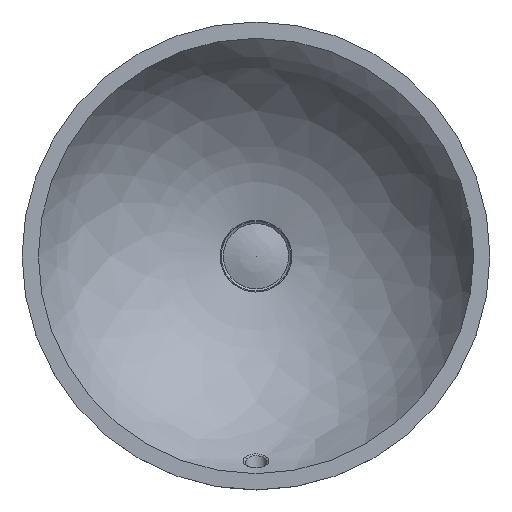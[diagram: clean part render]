
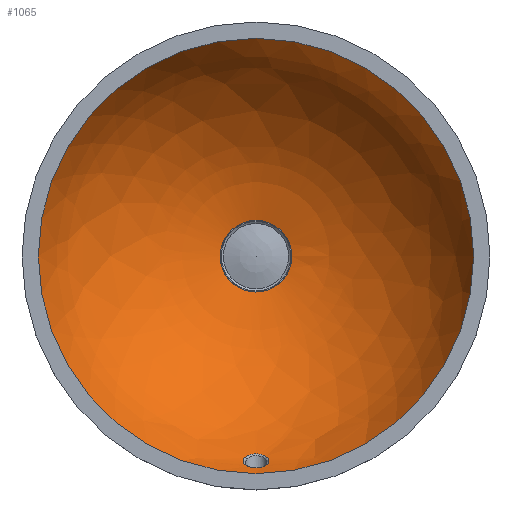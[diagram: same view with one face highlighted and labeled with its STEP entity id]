
A CAD part, top view. The second image highlights one B-rep face of the part: STEP entity #1065.
In plain terms, the highlighted free-form (B-spline) face has degree [2, 2] with [3, 9] control points.
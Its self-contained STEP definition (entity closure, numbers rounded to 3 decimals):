
#906=CARTESIAN_POINT('',(0.,-11.52,194.899));
#907=VERTEX_POINT('',#906);
#915=CARTESIAN_POINT('',(0.,-11.52,194.899));
#916=CARTESIAN_POINT('',(0.,-11.52,194.899));
#917=CARTESIAN_POINT('',(0.001,-11.52,194.899));
#918=CARTESIAN_POINT('',(0.001,-11.52,194.899));
#919=CARTESIAN_POINT('',(0.712,-11.52,194.899));
#920=CARTESIAN_POINT('',(1.659,-11.606,194.853));
#921=CARTESIAN_POINT('',(3.512,-11.999,194.641));
#922=CARTESIAN_POINT('',(5.072,-12.587,194.325));
#923=CARTESIAN_POINT('',(6.646,-13.521,193.821));
#924=CARTESIAN_POINT('',(7.646,-14.279,193.411));
#925=CARTESIAN_POINT('',(8.303,-14.891,193.08));
#926=CARTESIAN_POINT('',(8.919,-15.532,192.732));
#927=CARTESIAN_POINT('',(9.83,-16.625,192.139));
#928=CARTESIAN_POINT('',(10.713,-18.131,191.319));
#929=CARTESIAN_POINT('',(11.326,-19.724,190.448));
#930=CARTESIAN_POINT('',(11.679,-21.039,189.726));
#931=CARTESIAN_POINT('',(11.859,-22.289,189.039));
#932=CARTESIAN_POINT('',(11.906,-23.546,188.345));
#933=CARTESIAN_POINT('',(11.842,-24.698,187.708));
#934=CARTESIAN_POINT('',(11.621,-26.067,186.948));
#935=CARTESIAN_POINT('',(11.19,-27.554,186.12));
#936=CARTESIAN_POINT('',(10.542,-28.983,185.321));
#937=CARTESIAN_POINT('',(9.943,-29.957,184.775));
#938=CARTESIAN_POINT('',(9.269,-30.893,184.249));
#939=CARTESIAN_POINT('',(8.4,-31.896,183.685));
#940=CARTESIAN_POINT('',(7.259,-32.869,183.135));
#941=CARTESIAN_POINT('',(6.258,-33.542,182.754));
#942=CARTESIAN_POINT('',(5.59,-33.921,182.54));
#943=CARTESIAN_POINT('',(4.757,-34.33,182.307));
#944=CARTESIAN_POINT('',(3.595,-34.793,182.045));
#945=CARTESIAN_POINT('',(1.917,-35.205,181.811));
#946=CARTESIAN_POINT('',(0.475,-35.323,181.744));
#947=CARTESIAN_POINT('',(-0.796,-35.296,181.759));
#948=CARTESIAN_POINT('',(-2.054,-35.17,181.83));
#949=CARTESIAN_POINT('',(-3.446,-34.83,182.024));
#950=CARTESIAN_POINT('',(-4.544,-34.417,182.258));
#951=CARTESIAN_POINT('',(-5.104,-34.161,182.403));
#952=CARTESIAN_POINT('',(-6.2,-33.61,182.716));
#953=CARTESIAN_POINT('',(-7.282,-32.879,183.129));
#954=CARTESIAN_POINT('',(-8.268,-31.971,183.642));
#955=CARTESIAN_POINT('',(-8.882,-31.34,183.997));
#956=CARTESIAN_POINT('',(-9.443,-30.67,184.374));
#957=CARTESIAN_POINT('',(-9.938,-29.956,184.775));
#958=CARTESIAN_POINT('',(-10.202,-29.527,185.016));
#959=CARTESIAN_POINT('',(-10.345,-29.278,185.155));
#960=CARTESIAN_POINT('',(-10.484,-29.028,185.295));
#961=CARTESIAN_POINT('',(-10.781,-28.457,185.615));
#962=CARTESIAN_POINT('',(-11.228,-27.42,186.195));
#963=CARTESIAN_POINT('',(-11.659,-25.941,187.018));
#964=CARTESIAN_POINT('',(-11.878,-24.413,187.866));
#965=CARTESIAN_POINT('',(-11.9,-23.297,188.483));
#966=CARTESIAN_POINT('',(-11.843,-22.188,189.094));
#967=CARTESIAN_POINT('',(-11.671,-20.945,189.778));
#968=CARTESIAN_POINT('',(-11.202,-19.309,190.675));
#969=CARTESIAN_POINT('',(-10.503,-17.753,191.525));
#970=CARTESIAN_POINT('',(-9.652,-16.412,192.255));
#971=CARTESIAN_POINT('',(-8.706,-15.277,192.871));
#972=CARTESIAN_POINT('',(-7.739,-14.352,193.372));
#973=CARTESIAN_POINT('',(-6.66,-13.529,193.816));
#974=CARTESIAN_POINT('',(-5.764,-12.997,194.103));
#975=CARTESIAN_POINT('',(-5.14,-12.687,194.271));
#976=CARTESIAN_POINT('',(-4.823,-12.541,194.349));
#977=CARTESIAN_POINT('',(-4.502,-12.404,194.423));
#978=CARTESIAN_POINT('',(-3.851,-12.149,194.561));
#979=CARTESIAN_POINT('',(-2.389,-11.695,194.805));
#980=CARTESIAN_POINT('',(-0.948,-11.52,194.899));
#981=CARTESIAN_POINT('',(0.,-11.52,194.899));
#982=B_SPLINE_CURVE_WITH_KNOTS('',3,(#915,#916,#917,#918,#919,#920,#921,#922,#923,#924,#925,#926,#927,#928,#929,#930,#931,#932,#933,#934,#935,#936,#937,#938,#939,#940,#941,#942,#943,#944,#945,#946,#947,#948,#949,#950,#951,#952,#953,#954,#955,#956,#957,#958,#959,#960,#961,#962,#963,#964,#965,#966,#967,#968,#969,#970,#971,#972,#973,#974,#975,#976,#977,#978,#979,#980,#981),.UNSPECIFIED.,.T.,.U.,(4,3,1,1,1,1,1,1,1,1,1,1,1,1,1,1,1,1,1,1,1,1,1,1,1,1,1,1,1,1,1,1,1,1,1,1,1,1,1,1,1,1,1,1,1,1,1,1,1,1,1,1,1,1,1,1,1,1,1,1,1,1,4),(0.,0.0,0.181,0.241,0.482,0.603,0.723,0.813,0.844,0.964,1.205,1.326,1.446,1.597,1.687,1.808,1.928,2.089,2.249,2.37,2.41,2.571,2.731,2.812,2.892,2.932,3.053,3.213,3.374,3.414,3.535,3.695,3.776,3.836,3.856,4.097,4.177,4.218,4.338,4.418,4.459,4.479,4.499,4.539,4.659,4.82,4.981,5.101,5.141,5.302,5.463,5.623,5.784,5.905,6.025,6.146,6.266,6.296,6.326,6.357,6.387,6.507,6.748),.UNSPECIFIED.);
#983=EDGE_CURVE('',#907,#907,#982,.T.);
#1005=CARTESIAN_POINT('',(0.,0.0,200.0));
#1006=CARTESIAN_POINT('',(0.,-113.516,153.471));
#1007=CARTESIAN_POINT('',(0.,-136.379,32.94));
#1008=CARTESIAN_POINT('',(-200.,0.0,200.));
#1009=CARTESIAN_POINT('',(-153.471,-113.516,153.471));
#1010=CARTESIAN_POINT('',(-32.94,-136.379,32.94));
#1011=CARTESIAN_POINT('',(-200.0,0.0,0.));
#1012=CARTESIAN_POINT('',(-153.471,-113.516,0.));
#1013=CARTESIAN_POINT('',(-32.94,-136.379,0.));
#1014=CARTESIAN_POINT('',(-200.,0.0,-200.));
#1015=CARTESIAN_POINT('',(-153.471,-113.516,-153.471));
#1016=CARTESIAN_POINT('',(-32.94,-136.379,-32.94));
#1017=CARTESIAN_POINT('',(0.,0.0,-200.0));
#1018=CARTESIAN_POINT('',(0.,-113.516,-153.471));
#1019=CARTESIAN_POINT('',(0.,-136.379,-32.94));
#1020=CARTESIAN_POINT('',(200.,0.0,-200.));
#1021=CARTESIAN_POINT('',(153.471,-113.516,-153.471));
#1022=CARTESIAN_POINT('',(32.94,-136.379,-32.94));
#1023=CARTESIAN_POINT('',(200.0,0.0,0.));
#1024=CARTESIAN_POINT('',(153.471,-113.516,0.));
#1025=CARTESIAN_POINT('',(32.94,-136.379,0.));
#1026=CARTESIAN_POINT('',(200.,0.0,200.));
#1027=CARTESIAN_POINT('',(153.471,-113.516,153.471));
#1028=CARTESIAN_POINT('',(32.94,-136.379,32.94));
#1029=CARTESIAN_POINT('',(0.,0.0,200.0));
#1030=CARTESIAN_POINT('',(0.,-113.516,153.471));
#1031=CARTESIAN_POINT('',(0.,-136.379,32.94));
#1039=(BOUNDED_SURFACE()B_SPLINE_SURFACE(2,2,((#1005,#1008,#1011,#1014,#1017,#1020,#1023,#1026,#1029),(#1006,#1009,#1012,#1015,#1018,#1021,#1024,#1027,#1030),(#1007,#1010,#1013,#1016,#1019,#1022,#1025,#1028,#1031)),.UNSPECIFIED.,.F.,.T.,.U.)B_SPLINE_SURFACE_WITH_KNOTS((3,3),(3,2,2,2,3),(0.389,1.383),(0.0,1.571,3.142,4.712,6.283),.UNSPECIFIED.)GEOMETRIC_REPRESENTATION_ITEM()RATIONAL_B_SPLINE_SURFACE(((1.0,0.707,1.0,0.707,1.0,0.707,1.0,0.707,1.0),(0.879,0.622,0.879,0.622,0.879,0.622,0.879,0.622,0.879),(1.0,0.707,1.0,0.707,1.0,0.707,1.0,0.707,1.0)))REPRESENTATION_ITEM('')SURFACE());
#1040=CARTESIAN_POINT('',(32.94,-136.379,0.));
#1041=VERTEX_POINT('',#1040);
#1042=CARTESIAN_POINT('',(0.0,-136.379,0.0));
#1043=DIRECTION('',(0.0,1.0,0.0));
#1044=DIRECTION('',(-1.0,0.0,0.0));
#1045=AXIS2_PLACEMENT_3D('',#1042,#1043,#1044);
#1046=CIRCLE('',#1045,32.94);
#1047=EDGE_CURVE('',#1041,#1041,#1046,.T.);
#1048=ORIENTED_EDGE('',*,*,#1047,.F.);
#1049=EDGE_LOOP('',(#1048));
#1050=FACE_OUTER_BOUND('',#1049,.T.);
#1051=CARTESIAN_POINT('',(200.0,0.,0.0));
#1052=VERTEX_POINT('',#1051);
#1053=CARTESIAN_POINT('',(0.0,0.,0.0));
#1054=DIRECTION('',(0.0,-1.0,0.0));
#1055=DIRECTION('',(1.0,0.0,0.0));
#1056=AXIS2_PLACEMENT_3D('',#1053,#1054,#1055);
#1057=CIRCLE('',#1056,200.0);
#1058=EDGE_CURVE('',#1052,#1052,#1057,.T.);
#1059=ORIENTED_EDGE('',*,*,#1058,.F.);
#1060=EDGE_LOOP('',(#1059));
#1061=FACE_BOUND('',#1060,.T.);
#1062=ORIENTED_EDGE('',*,*,#983,.F.);
#1063=EDGE_LOOP('',(#1062));
#1064=FACE_BOUND('',#1063,.T.);
#1065=ADVANCED_FACE('',(#1050,#1061,#1064),#1039,.T.);
